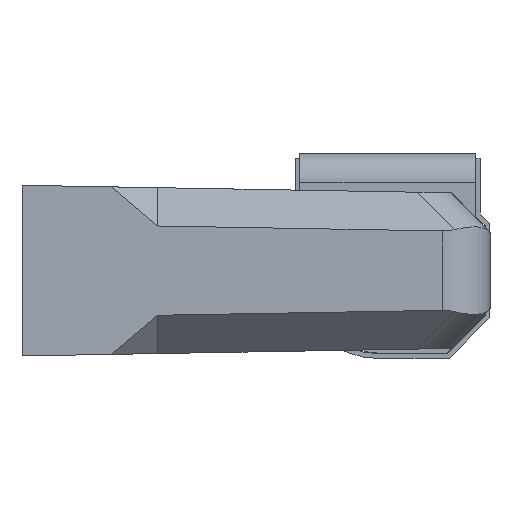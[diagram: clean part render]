
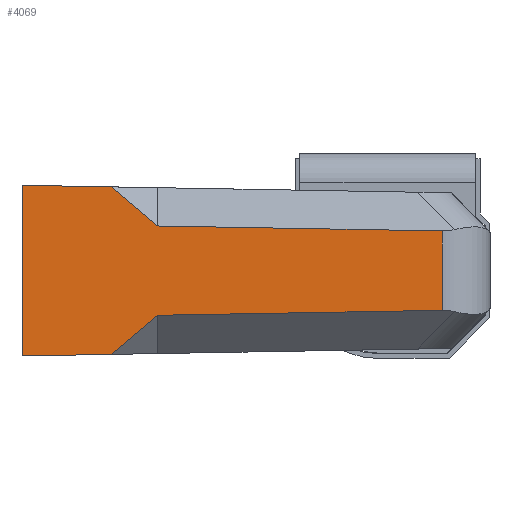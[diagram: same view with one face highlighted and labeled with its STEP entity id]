
A CAD part, front view. The second image highlights one B-rep face of the part: STEP entity #4069.
In plain terms, the highlighted planar face has unit normal (0.018, -1, 0).
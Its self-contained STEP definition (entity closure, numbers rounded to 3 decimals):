
#21 = FACE_OUTER_BOUND ( 'NONE', #4790, .T. ) ;
#23 = LINE ( 'NONE', #4473, #4972 ) ;
#50 = CARTESIAN_POINT ( 'NONE',  ( 4.087, -62.748, -4.07 ) ) ;
#91 = CARTESIAN_POINT ( 'NONE',  ( -25.072, -63.257, 4.579 ) ) ;
#92 = LINE ( 'NONE', #6883, #2851 ) ;
#278 = AXIS2_PLACEMENT_3D ( 'NONE', #3906, #3145, #2353 ) ;
#324 = VECTOR ( 'NONE', #5367, 1000. ) ;
#526 = CARTESIAN_POINT ( 'NONE',  ( -39., -63.5, 8.75 ) ) ;
#891 = VERTEX_POINT ( 'NONE', #50 ) ;
#949 = EDGE_CURVE ( 'NONE', #891, #2938, #92, .T. ) ;
#1113 = ORIENTED_EDGE ( 'NONE', *, *, #2107, .T. ) ;
#1299 = LINE ( 'NONE', #526, #4791 ) ;
#1423 = CARTESIAN_POINT ( 'NONE',  ( -29.802, -63.339, -8.589 ) ) ;
#1710 = ORIENTED_EDGE ( 'NONE', *, *, #4756, .F. ) ;
#1911 = VECTOR ( 'NONE', #2709, 1000. ) ;
#2107 = EDGE_CURVE ( 'NONE', #5708, #3260, #5070, .T. ) ;
#2115 = VERTEX_POINT ( 'NONE', #2772 ) ;
#2353 = DIRECTION ( 'NONE',  ( -1., -0.017, 0. ) ) ;
#2709 = DIRECTION ( 'NONE',  ( 0.763, 0.013, 0.647 ) ) ;
#2747 = ORIENTED_EDGE ( 'NONE', *, *, #4336, .T. ) ;
#2772 = CARTESIAN_POINT ( 'NONE',  ( -39., -63.5, 8.75 ) ) ;
#2844 = ORIENTED_EDGE ( 'NONE', *, *, #7113, .T. ) ;
#2851 = VECTOR ( 'NONE', #6130, 1000. ) ;
#2938 = VERTEX_POINT ( 'NONE', #6930 ) ;
#2982 = EDGE_CURVE ( 'NONE', #3170, #2938, #4226, .T. ) ;
#3070 = VERTEX_POINT ( 'NONE', #7385 ) ;
#3145 = DIRECTION ( 'NONE',  ( -0.017, 1., 0. ) ) ;
#3170 = VERTEX_POINT ( 'NONE', #1423 ) ;
#3257 = CARTESIAN_POINT ( 'NONE',  ( 4.087, -62.748, 4.07 ) ) ;
#3260 = VERTEX_POINT ( 'NONE', #91 ) ;
#3393 = EDGE_CURVE ( 'NONE', #3170, #3070, #6923, .T. ) ;
#3464 = CARTESIAN_POINT ( 'NONE',  ( -26.603, -63.284, -5.877 ) ) ;
#3531 = DIRECTION ( 'NONE',  ( -1., -0.017, 0.017 ) ) ;
#3545 = VERTEX_POINT ( 'NONE', #3692 ) ;
#3692 = CARTESIAN_POINT ( 'NONE',  ( -29.802, -63.339, 8.589 ) ) ;
#3723 = DIRECTION ( 'NONE',  ( 0., 0., 1. ) ) ;
#3906 = CARTESIAN_POINT ( 'NONE',  ( -39., -63.5, 8.75 ) ) ;
#4055 = VECTOR ( 'NONE', #3531, 1000. ) ;
#4069 = ADVANCED_FACE ( 'NONE', ( #21 ), #4663, .F. ) ;
#4142 = VECTOR ( 'NONE', #4199, 1000. ) ;
#4199 = DIRECTION ( 'NONE',  ( 1., 0.017, -0.017 ) ) ;
#4226 = LINE ( 'NONE', #3464, #1911 ) ;
#4300 = CARTESIAN_POINT ( 'NONE',  ( -39.069, -63.501, 4.824 ) ) ;
#4336 = EDGE_CURVE ( 'NONE', #3260, #3545, #6738, .T. ) ;
#4473 = CARTESIAN_POINT ( 'NONE',  ( 4.087, -62.748, 8.75 ) ) ;
#4663 = PLANE ( 'NONE',  #278 ) ;
#4751 = EDGE_CURVE ( 'NONE', #2115, #3070, #1299, .T. ) ;
#4756 = EDGE_CURVE ( 'NONE', #2115, #3545, #5765, .T. ) ;
#4790 = EDGE_LOOP ( 'NONE', ( #6305, #2844, #1113, #2747, #1710, #5573, #5450, #5932 ) ) ;
#4791 = VECTOR ( 'NONE', #7318, 1000. ) ;
#4972 = VECTOR ( 'NONE', #3723, 1000. ) ;
#4986 = CARTESIAN_POINT ( 'NONE',  ( -39., -63.5, 8.75 ) ) ;
#5070 = LINE ( 'NONE', #4300, #4055 ) ;
#5166 = DIRECTION ( 'NONE',  ( -0.763, -0.013, 0.647 ) ) ;
#5367 = DIRECTION ( 'NONE',  ( -1., -0.017, -0.017 ) ) ;
#5450 = ORIENTED_EDGE ( 'NONE', *, *, #3393, .F. ) ;
#5573 = ORIENTED_EDGE ( 'NONE', *, *, #4751, .T. ) ;
#5708 = VERTEX_POINT ( 'NONE', #3257 ) ;
#5765 = LINE ( 'NONE', #4986, #4142 ) ;
#5932 = ORIENTED_EDGE ( 'NONE', *, *, #2982, .T. ) ;
#5960 = CARTESIAN_POINT ( 'NONE',  ( -35.233, -63.434, 13.194 ) ) ;
#6130 = DIRECTION ( 'NONE',  ( -1., -0.017, -0.017 ) ) ;
#6167 = CARTESIAN_POINT ( 'NONE',  ( -38.695, -63.495, -8.745 ) ) ;
#6305 = ORIENTED_EDGE ( 'NONE', *, *, #949, .F. ) ;
#6712 = VECTOR ( 'NONE', #5166, 1000. ) ;
#6738 = LINE ( 'NONE', #5960, #6712 ) ;
#6883 = CARTESIAN_POINT ( 'NONE',  ( -38.763, -63.496, -4.819 ) ) ;
#6923 = LINE ( 'NONE', #6167, #324 ) ;
#6930 = CARTESIAN_POINT ( 'NONE',  ( -25.072, -63.257, -4.579 ) ) ;
#7113 = EDGE_CURVE ( 'NONE', #891, #5708, #23, .T. ) ;
#7318 = DIRECTION ( 'NONE',  ( 0., 0., -1. ) ) ;
#7385 = CARTESIAN_POINT ( 'NONE',  ( -39., -63.5, -8.75 ) ) ;
